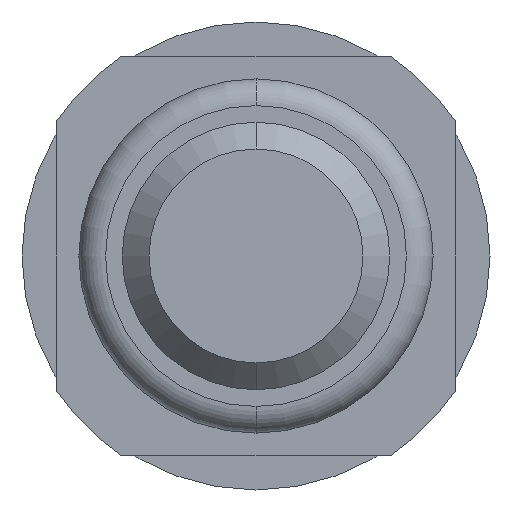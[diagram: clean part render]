
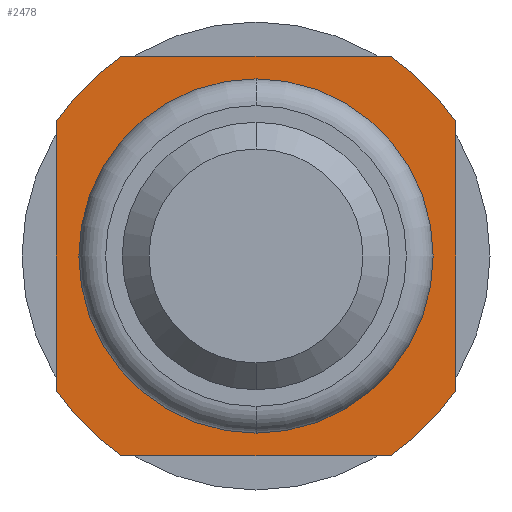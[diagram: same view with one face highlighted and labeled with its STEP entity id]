
A CAD part, front view. The second image highlights one B-rep face of the part: STEP entity #2478.
In plain terms, the highlighted planar face has unit normal (0, -1, 0).
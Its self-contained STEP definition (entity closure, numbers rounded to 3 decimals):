
#29 = ORIENTED_EDGE ( 'NONE', *, *, #272, .F. ) ;
#79 = AXIS2_PLACEMENT_3D ( 'NONE', #1624, #1257, #1795 ) ;
#192 = DIRECTION ( 'NONE',  ( 0., 0., 1. ) ) ;
#202 = AXIS2_PLACEMENT_3D ( 'NONE', #1558, #3117, #1258 ) ;
#266 = VERTEX_POINT ( 'NONE', #413 ) ;
#272 = EDGE_CURVE ( 'NONE', #1333, #3428, #2396, .T. ) ;
#282 = CARTESIAN_POINT ( 'NONE',  ( 1.495, -2., -1.002 ) ) ;
#343 = ORIENTED_EDGE ( 'NONE', *, *, #1398, .F. ) ;
#413 = CARTESIAN_POINT ( 'NONE',  ( -1.495, -2., -1.002 ) ) ;
#439 = EDGE_CURVE ( 'NONE', #1054, #672, #3081, .T. ) ;
#442 = DIRECTION ( 'NONE',  ( 1., 0., 0. ) ) ;
#452 = DIRECTION ( 'NONE',  ( 0., 0., 1. ) ) ;
#636 = CIRCLE ( 'NONE', #3884, 1.325 ) ;
#672 = VERTEX_POINT ( 'NONE', #1310 ) ;
#722 = VECTOR ( 'NONE', #1750, 1000. ) ;
#729 = ORIENTED_EDGE ( 'NONE', *, *, #971, .F. ) ;
#734 = VERTEX_POINT ( 'NONE', #2258 ) ;
#811 = CARTESIAN_POINT ( 'NONE',  ( 1.495, -2., 0. ) ) ;
#860 = DIRECTION ( 'NONE',  ( 0., 0., 1. ) ) ;
#879 = PLANE ( 'NONE',  #79 ) ;
#899 = CARTESIAN_POINT ( 'NONE',  ( 0., -2., 0. ) ) ;
#971 = EDGE_CURVE ( 'NONE', #672, #266, #2623, .T. ) ;
#987 = ORIENTED_EDGE ( 'NONE', *, *, #1710, .T. ) ;
#1001 = DIRECTION ( 'NONE',  ( 0., 1., 0. ) ) ;
#1054 = VERTEX_POINT ( 'NONE', #3350 ) ;
#1057 = LINE ( 'NONE', #1072, #2032 ) ;
#1072 = CARTESIAN_POINT ( 'NONE',  ( 1.8, -2., 1.495 ) ) ;
#1195 = DIRECTION ( 'NONE',  ( 0., 0., 1. ) ) ;
#1257 = DIRECTION ( 'NONE',  ( 0., 1., 0. ) ) ;
#1258 = DIRECTION ( 'NONE',  ( 0., 0., 1. ) ) ;
#1290 = CIRCLE ( 'NONE', #3371, 1.8 ) ;
#1310 = CARTESIAN_POINT ( 'NONE',  ( -1.002, -2., -1.495 ) ) ;
#1333 = VERTEX_POINT ( 'NONE', #1799 ) ;
#1335 = CARTESIAN_POINT ( 'NONE',  ( 0., -2., 0. ) ) ;
#1398 = EDGE_CURVE ( 'NONE', #3298, #1333, #1057, .T. ) ;
#1434 = CARTESIAN_POINT ( 'NONE',  ( 0., -2., 0. ) ) ;
#1533 = EDGE_CURVE ( 'NONE', #3679, #3298, #2614, .T. ) ;
#1545 = LINE ( 'NONE', #811, #722 ) ;
#1558 = CARTESIAN_POINT ( 'NONE',  ( 0., -2., 0. ) ) ;
#1613 = AXIS2_PLACEMENT_3D ( 'NONE', #2093, #2668, #192 ) ;
#1624 = CARTESIAN_POINT ( 'NONE',  ( 1.8, -2., 0. ) ) ;
#1628 = EDGE_CURVE ( 'NONE', #3428, #3303, #1545, .T. ) ;
#1703 = ORIENTED_EDGE ( 'NONE', *, *, #1718, .F. ) ;
#1710 = EDGE_CURVE ( 'NONE', #734, #3748, #636, .T. ) ;
#1718 = EDGE_CURVE ( 'NONE', #266, #3679, #2721, .T. ) ;
#1750 = DIRECTION ( 'NONE',  ( 0., 0., -1. ) ) ;
#1795 = DIRECTION ( 'NONE',  ( 0., 0., 1. ) ) ;
#1798 = DIRECTION ( 'NONE',  ( 0., 1., 0. ) ) ;
#1799 = CARTESIAN_POINT ( 'NONE',  ( 1.002, -2., 1.495 ) ) ;
#1826 = CARTESIAN_POINT ( 'NONE',  ( 1.8, -2., -1.495 ) ) ;
#1874 = ORIENTED_EDGE ( 'NONE', *, *, #439, .F. ) ;
#1982 = FACE_BOUND ( 'NONE', #3573, .T. ) ;
#2032 = VECTOR ( 'NONE', #442, 1000. ) ;
#2088 = ORIENTED_EDGE ( 'NONE', *, *, #1628, .F. ) ;
#2093 = CARTESIAN_POINT ( 'NONE',  ( 0., -2., 0. ) ) ;
#2135 = VECTOR ( 'NONE', #860, 1000. ) ;
#2148 = DIRECTION ( 'NONE',  ( -1., 0., 0. ) ) ;
#2151 = CARTESIAN_POINT ( 'NONE',  ( -1.495, -2., 1.002 ) ) ;
#2171 = EDGE_CURVE ( 'NONE', #3748, #734, #3380, .T. ) ;
#2177 = CARTESIAN_POINT ( 'NONE',  ( -1.002, -2., 1.495 ) ) ;
#2213 = ORIENTED_EDGE ( 'NONE', *, *, #2171, .T. ) ;
#2251 = VECTOR ( 'NONE', #2148, 1000. ) ;
#2258 = CARTESIAN_POINT ( 'NONE',  ( 0., -2., 1.325 ) ) ;
#2293 = DIRECTION ( 'NONE',  ( 0., 1., 0. ) ) ;
#2396 = CIRCLE ( 'NONE', #3784, 1.8 ) ;
#2478 = ADVANCED_FACE ( 'NONE', ( #1982, #3525 ), #879, .F. ) ;
#2507 = ORIENTED_EDGE ( 'NONE', *, *, #1533, .F. ) ;
#2569 = ORIENTED_EDGE ( 'NONE', *, *, #3737, .F. ) ;
#2614 = CIRCLE ( 'NONE', #3943, 1.8 ) ;
#2623 = CIRCLE ( 'NONE', #1613, 1.8 ) ;
#2668 = DIRECTION ( 'NONE',  ( 0., 1., 0. ) ) ;
#2691 = CARTESIAN_POINT ( 'NONE',  ( -1.495, -2., 0. ) ) ;
#2721 = LINE ( 'NONE', #2691, #2135 ) ;
#2878 = CARTESIAN_POINT ( 'NONE',  ( 0., -2., 0. ) ) ;
#3063 = DIRECTION ( 'NONE',  ( 0., 1., 0. ) ) ;
#3081 = LINE ( 'NONE', #1826, #2251 ) ;
#3117 = DIRECTION ( 'NONE',  ( 0., 1., 0. ) ) ;
#3154 = CARTESIAN_POINT ( 'NONE',  ( 1.495, -2., 1.002 ) ) ;
#3298 = VERTEX_POINT ( 'NONE', #2177 ) ;
#3303 = VERTEX_POINT ( 'NONE', #282 ) ;
#3350 = CARTESIAN_POINT ( 'NONE',  ( 1.002, -2., -1.495 ) ) ;
#3371 = AXIS2_PLACEMENT_3D ( 'NONE', #899, #3063, #1195 ) ;
#3380 = CIRCLE ( 'NONE', #202, 1.325 ) ;
#3428 = VERTEX_POINT ( 'NONE', #3154 ) ;
#3446 = CARTESIAN_POINT ( 'NONE',  ( 0., -2., -1.325 ) ) ;
#3525 = FACE_OUTER_BOUND ( 'NONE', #3553, .T. ) ;
#3553 = EDGE_LOOP ( 'NONE', ( #2088, #29, #343, #2507, #1703, #729, #1874, #2569 ) ) ;
#3573 = EDGE_LOOP ( 'NONE', ( #987, #2213 ) ) ;
#3679 = VERTEX_POINT ( 'NONE', #2151 ) ;
#3737 = EDGE_CURVE ( 'NONE', #3303, #1054, #1290, .T. ) ;
#3748 = VERTEX_POINT ( 'NONE', #3446 ) ;
#3784 = AXIS2_PLACEMENT_3D ( 'NONE', #1335, #2293, #452 ) ;
#3884 = AXIS2_PLACEMENT_3D ( 'NONE', #1434, #1798, #3963 ) ;
#3917 = DIRECTION ( 'NONE',  ( 0., 0., 1. ) ) ;
#3943 = AXIS2_PLACEMENT_3D ( 'NONE', #2878, #1001, #3917 ) ;
#3963 = DIRECTION ( 'NONE',  ( 0., 0., 1. ) ) ;
